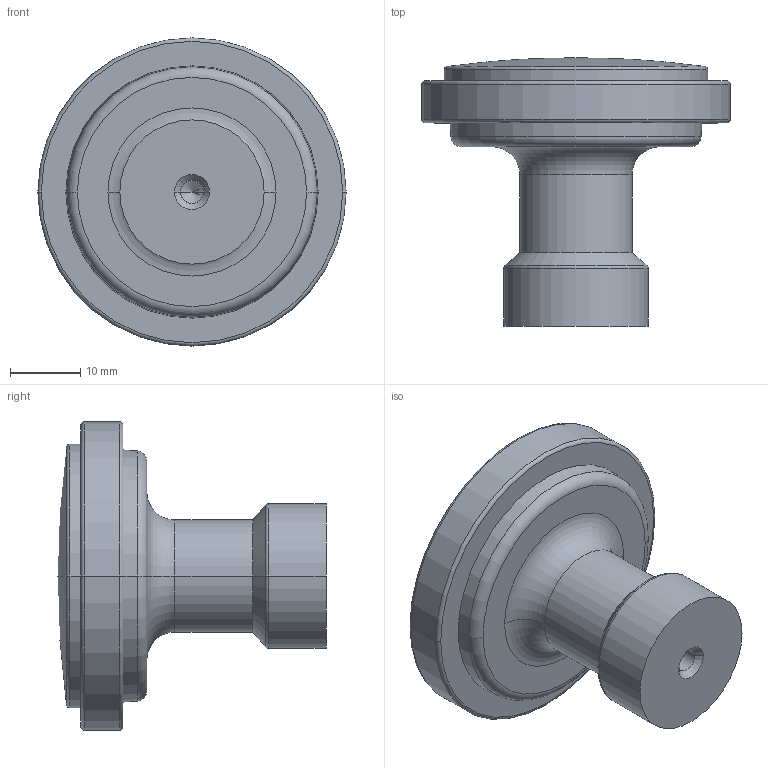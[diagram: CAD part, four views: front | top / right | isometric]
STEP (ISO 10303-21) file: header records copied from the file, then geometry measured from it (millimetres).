
FILE_DESCRIPTION(('Creo Elements/Direct Modeling STEP Export'),'2;1');
FILE_NAME('2605-44.stp','2023-02-13T 9:27:26',(''),(''),'Creo Elements/Direct Modeling STEP processor for AP214 (Solid Model)','Creo Elements/Direct Modeling 20.0 12-Nov-2016 (C) Parametric Technology GmbH','');
FILE_SCHEMA(('AUTOMOTIVE_DESIGN { 1 0 10303 214 1 1 1 1 }'));
Length unit declared in the file: millimetre
Products named in the file (1): AL-11928
Bounding box: 44 x 38.3 x 44 mm (x, y, z)
Volume: 21887.6 mm3; surface area: 5994.6 mm2
Topology: 1 solids, 1 shells, 40 faces, 82 edges, 44 vertices
Faces by surface type: cylinder 12, torus 12, cone 8, plane 6, sphere 2
Entity records: 970 total; most frequent: DIRECTION 179, ORIENTED_EDGE 156, CARTESIAN_POINT 144, AXIS2_PLACEMENT_3D 79, EDGE_CURVE 78, VERTEX_POINT 44, EDGE_LOOP 44, FACE_OUTER_BOUND 40
